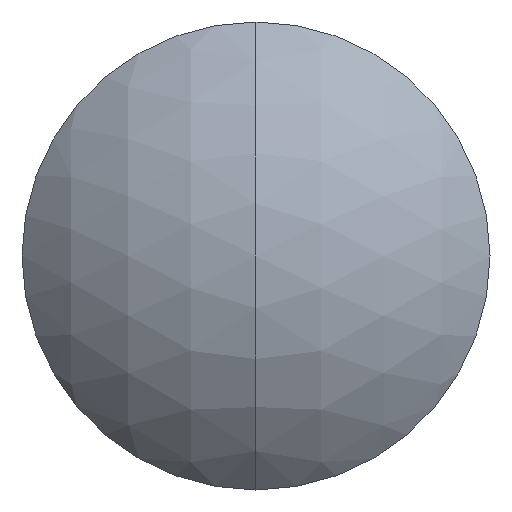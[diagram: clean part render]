
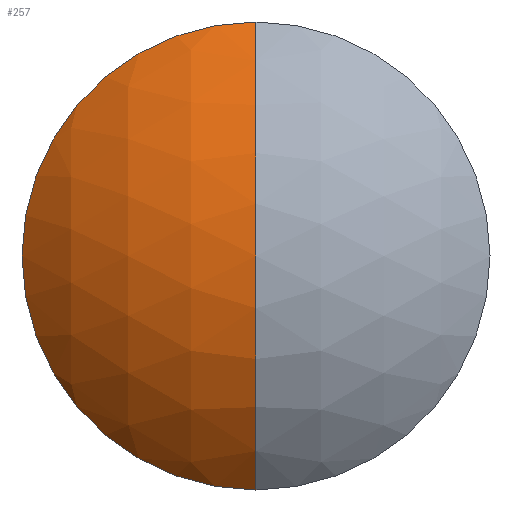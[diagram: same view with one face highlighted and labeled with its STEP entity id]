
A CAD part, left-side view. The second image highlights one B-rep face of the part: STEP entity #257.
In plain terms, the highlighted spherical face has radius 11 mm.
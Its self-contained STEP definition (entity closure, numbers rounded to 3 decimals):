
#4 = DIRECTION ( 'NONE',  ( 0., 0., -1. ) ) ;
#12 = CARTESIAN_POINT ( 'NONE',  ( -11., 0., 0. ) ) ;
#25 = ORIENTED_EDGE ( 'NONE', *, *, #436, .F. ) ;
#27 = DIRECTION ( 'NONE',  ( 0., 0., 1. ) ) ;
#29 = AXIS2_PLACEMENT_3D ( 'NONE', #196, #273, #27 ) ;
#33 = CARTESIAN_POINT ( 'NONE',  ( 0., 0., 0. ) ) ;
#37 = CARTESIAN_POINT ( 'NONE',  ( -7.52, 0., 8.028 ) ) ;
#45 = EDGE_LOOP ( 'NONE', ( #25, #184, #387 ) ) ;
#53 = AXIS2_PLACEMENT_3D ( 'NONE', #173, #175, #54 ) ;
#54 = DIRECTION ( 'NONE',  ( 0., 0., -1. ) ) ;
#127 = CARTESIAN_POINT ( 'NONE',  ( -7.52, 0., -8.028 ) ) ;
#132 = DIRECTION ( 'NONE',  ( 0., -1., 0. ) ) ;
#134 = DIRECTION ( 'NONE',  ( 0., 0., -1. ) ) ;
#173 = CARTESIAN_POINT ( 'NONE',  ( -7.52, 0., 0. ) ) ;
#175 = DIRECTION ( 'NONE',  ( 1., 0., 0. ) ) ;
#184 = ORIENTED_EDGE ( 'NONE', *, *, #316, .T. ) ;
#196 = CARTESIAN_POINT ( 'NONE',  ( 0., 0., 0. ) ) ;
#205 = VERTEX_POINT ( 'NONE', #12 ) ;
#221 = CARTESIAN_POINT ( 'NONE',  ( 0., 0., 0. ) ) ;
#249 = AXIS2_PLACEMENT_3D ( 'NONE', #33, #287, #134 ) ;
#257 = ADVANCED_FACE ( 'NONE', ( #301 ), #359, .T. ) ;
#259 = CIRCLE ( 'NONE', #29, 11. ) ;
#273 = DIRECTION ( 'NONE',  ( 0., 1., 0. ) ) ;
#287 = DIRECTION ( 'NONE',  ( 0., 1., 0. ) ) ;
#294 = EDGE_CURVE ( 'NONE', #341, #408, #381, .T. ) ;
#299 = CIRCLE ( 'NONE', #414, 11. ) ;
#301 = FACE_OUTER_BOUND ( 'NONE', #45, .T. ) ;
#316 = EDGE_CURVE ( 'NONE', #205, #408, #259, .T. ) ;
#341 = VERTEX_POINT ( 'NONE', #127 ) ;
#359 = SPHERICAL_SURFACE ( 'NONE', #249, 11. ) ;
#381 = CIRCLE ( 'NONE', #53, 8.028 ) ;
#387 = ORIENTED_EDGE ( 'NONE', *, *, #294, .F. ) ;
#408 = VERTEX_POINT ( 'NONE', #37 ) ;
#414 = AXIS2_PLACEMENT_3D ( 'NONE', #221, #132, #4 ) ;
#436 = EDGE_CURVE ( 'NONE', #205, #341, #299, .T. ) ;
